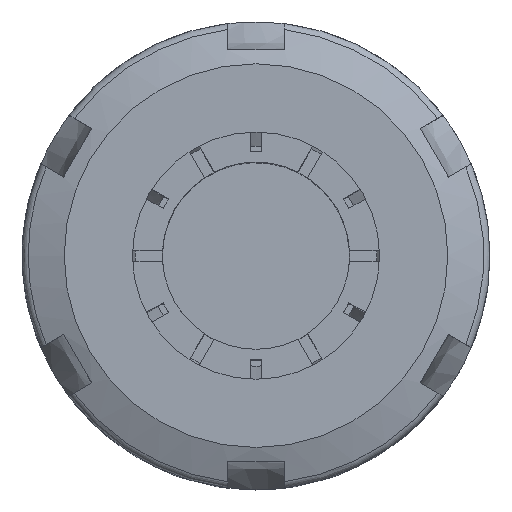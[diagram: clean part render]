
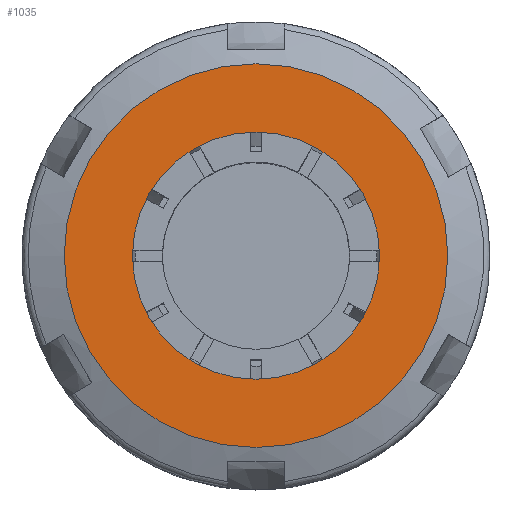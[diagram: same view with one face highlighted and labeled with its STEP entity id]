
A CAD part, top view. The second image highlights one B-rep face of the part: STEP entity #1035.
In plain terms, the highlighted planar face has unit normal (0, 0, 1).
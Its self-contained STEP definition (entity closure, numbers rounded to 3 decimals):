
#140=FACE_BOUND('',#1578,.T.);
#141=FACE_BOUND('',#1579,.T.);
#235=PLANE('',#4973);
#1035=ADVANCED_FACE('',(#140,#141),#235,.T.);
#1578=EDGE_LOOP('',(#2483));
#1579=EDGE_LOOP('',(#2484));
#1832=CIRCLE('',#4956,13.205);
#1847=CIRCLE('',#4972,20.5);
#2483=ORIENTED_EDGE('',*,*,#4150,.T.);
#2484=ORIENTED_EDGE('',*,*,#4123,.T.);
#3575=VERTEX_POINT('',#8728);
#3602=VERTEX_POINT('',#8827);
#4123=EDGE_CURVE('',#3575,#3575,#1832,.T.);
#4150=EDGE_CURVE('',#3602,#3602,#1847,.T.);
#4956=AXIS2_PLACEMENT_3D('',#8727,#5656,#5657);
#4972=AXIS2_PLACEMENT_3D('',#8826,#5688,#5689);
#4973=AXIS2_PLACEMENT_3D('',#8828,#5690,#5691);
#5656=DIRECTION('',(0.,0.,-1.));
#5657=DIRECTION('',(-1.,0.,0.));
#5688=DIRECTION('',(0.,0.,1.));
#5689=DIRECTION('',(-1.,0.,0.));
#5690=DIRECTION('',(0.,0.,1.));
#5691=DIRECTION('',(1.,0.,0.));
#8727=CARTESIAN_POINT('',(0.,0.,62.667));
#8728=CARTESIAN_POINT('',(-13.205,0.,62.667));
#8826=CARTESIAN_POINT('',(0.,0.,62.667));
#8827=CARTESIAN_POINT('',(-20.5,0.,62.667));
#8828=CARTESIAN_POINT('',(0.,0.,62.667));
